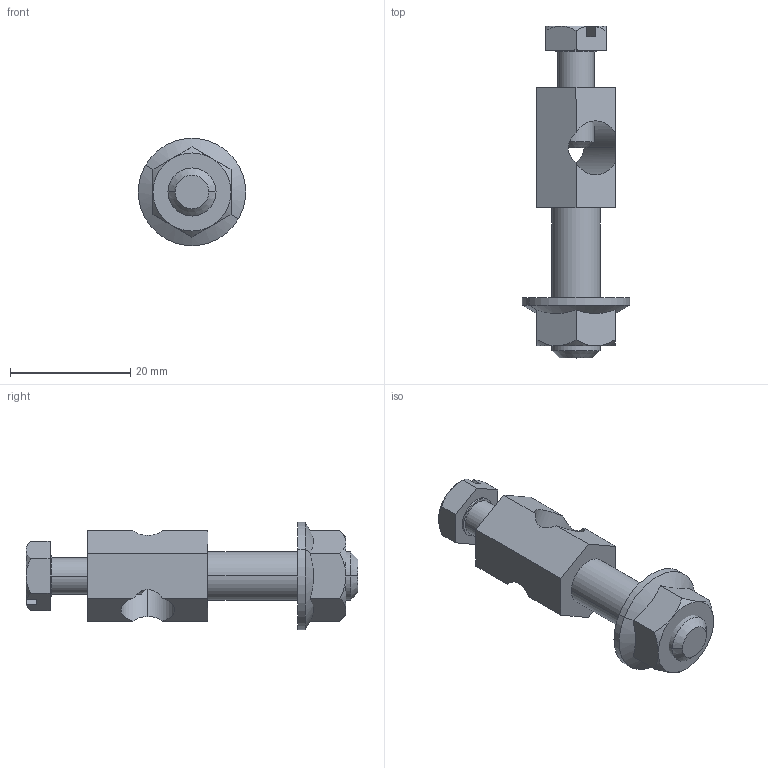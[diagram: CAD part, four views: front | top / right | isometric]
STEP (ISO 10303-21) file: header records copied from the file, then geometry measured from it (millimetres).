
FILE_DESCRIPTION (( 'STEP AP203' ), '1' );
FILE_NAME ('60-02-2408.STEP', '2013-05-06T10:11:44', ( 'asennus' ), ( '' ), 'SwSTEP 2.0', 'SolidWorks 2013', '' );
FILE_SCHEMA (( 'CONFIG_CONTROL_DESIGN' ));
Length unit declared in the file: millimetre
Products named in the file (1): 60-02-2408
Bounding box: 17.9 x 55.3 x 17.9 mm (x, y, z)
Volume: 5083.3 mm3; surface area: 3624.7 mm2
Topology: 3 solids, 3 shells, 65 faces, 156 edges, 98 vertices
Faces by surface type: plane 33, cone 18, cylinder 14
Entity records: 2161 total; most frequent: CARTESIAN_POINT 624, ORIENTED_EDGE 312, DIRECTION 286, EDGE_CURVE 156, AXIS2_PLACEMENT_3D 108, VERTEX_POINT 98, EDGE_LOOP 72, VECTOR 70
